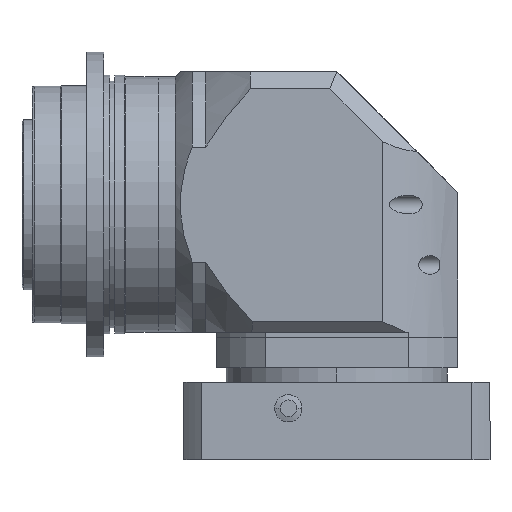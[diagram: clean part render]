
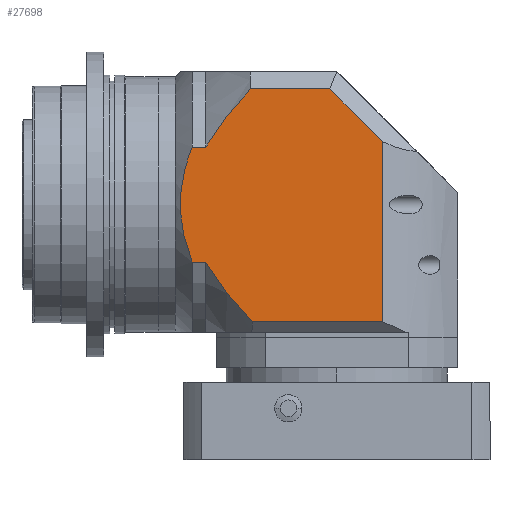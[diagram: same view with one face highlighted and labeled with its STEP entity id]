
A CAD part, front view. The second image highlights one B-rep face of the part: STEP entity #27698.
In plain terms, the highlighted planar face has unit normal (0, -1, 0).
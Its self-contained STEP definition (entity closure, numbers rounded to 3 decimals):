
#49 = EDGE_CURVE ( 'NONE', #13750, #82, #13316, .T. ) ;
#65 = VECTOR ( 'NONE', #3314, 1000. ) ;
#82 = VERTEX_POINT ( 'NONE', #910 ) ;
#691 = CARTESIAN_POINT ( 'NONE',  ( 54.391, -78., 68. ) ) ;
#910 = CARTESIAN_POINT ( 'NONE',  ( 131.875, -78., -69. ) ) ;
#967 = ORIENTED_EDGE ( 'NONE', *, *, #16498, .T. ) ;
#1045 = CARTESIAN_POINT ( 'NONE',  ( 29.853, -78., -37.044 ) ) ;
#1258 = PLANE ( 'NONE',  #14260 ) ;
#1906 = CARTESIAN_POINT ( 'NONE',  ( 13.205, -78., -5.842 ) ) ;
#1993 = CARTESIAN_POINT ( 'NONE',  ( 20., -78., 33.779 ) ) ;
#2100 = B_SPLINE_CURVE_WITH_KNOTS ( 'NONE', 3,
 ( #3998, #6175, #25696, #12716, #27864, #14899, #1906, #17090, #4095, #19276, #6279, #21447, #8463, #23620, #10617, #25788, #12796, #27955, #14999, #1993 ),
 .UNSPECIFIED., .F., .F.,
 ( 4, 2, 2, 2, 2, 2, 2, 2, 2, 4 ),
 ( 0., 0.017, 0.026, 0.03, 0.032, 0.034, 0.052, 0.06, 0.065, 0.069 ),
 .UNSPECIFIED. ) ;
#2547 = CARTESIAN_POINT ( 'NONE',  ( 100.858, -78., 68. ) ) ;
#3314 = DIRECTION ( 'NONE',  ( 1., 0., 0. ) ) ;
#3431 = DIRECTION ( 'NONE',  ( 0., -1., 0. ) ) ;
#3786 = VECTOR ( 'NONE', #13100, 1000. ) ;
#3874 = EDGE_CURVE ( 'NONE', #82, #6961, #5375, .T. ) ;
#3881 = CARTESIAN_POINT ( 'NONE',  ( 28., -78., -33.779 ) ) ;
#3998 = CARTESIAN_POINT ( 'NONE',  ( 20., -78., -33.779 ) ) ;
#4095 = CARTESIAN_POINT ( 'NONE',  ( 13.052, -78., -2.934 ) ) ;
#4460 = LINE ( 'NONE', #10899, #3786 ) ;
#4895 = CARTESIAN_POINT ( 'NONE',  ( 49.486, -78., 62.687 ) ) ;
#5375 = LINE ( 'NONE', #13409, #16238 ) ;
#5624 = CARTESIAN_POINT ( 'NONE',  ( 28., -78., 33.779 ) ) ;
#5855 = LINE ( 'NONE', #11928, #65 ) ;
#6175 = CARTESIAN_POINT ( 'NONE',  ( 17.848, -78., -28.364 ) ) ;
#6279 = CARTESIAN_POINT ( 'NONE',  ( 13., -78., -0.74 ) ) ;
#6689 = CARTESIAN_POINT ( 'NONE',  ( 20., -78., 33.779 ) ) ;
#6708 = VERTEX_POINT ( 'NONE', #3881 ) ;
#6961 = VERTEX_POINT ( 'NONE', #13442 ) ;
#6984 = EDGE_CURVE ( 'NONE', #15787, #7645, #27906, .T. ) ;
#7037 = VECTOR ( 'NONE', #18753, 1000. ) ;
#7064 = CARTESIAN_POINT ( 'NONE',  ( 42.441, -78., 54.477 ) ) ;
#7252 = CARTESIAN_POINT ( 'NONE',  ( 176., -78., -69. ) ) ;
#7552 = VECTOR ( 'NONE', #15965, 1000. ) ;
#7612 = ORIENTED_EDGE ( 'NONE', *, *, #27923, .F. ) ;
#7645 = VERTEX_POINT ( 'NONE', #5624 ) ;
#7734 = LINE ( 'NONE', #10113, #7037 ) ;
#7997 = CARTESIAN_POINT ( 'NONE',  ( 36.098, -78., -46.306 ) ) ;
#8463 = CARTESIAN_POINT ( 'NONE',  ( 13.658, -78., 11.544 ) ) ;
#8577 = EDGE_CURVE ( 'NONE', #6961, #10333, #7734, .T. ) ;
#9268 = CARTESIAN_POINT ( 'NONE',  ( 35.829, -78., 45.932 ) ) ;
#9806 = CARTESIAN_POINT ( 'NONE',  ( 176., -78., -78. ) ) ;
#10113 = CARTESIAN_POINT ( 'NONE',  ( 131.875, -78., 36.983 ) ) ;
#10164 = CARTESIAN_POINT ( 'NONE',  ( 42.948, -78., -55.098 ) ) ;
#10333 = VERTEX_POINT ( 'NONE', #2547 ) ;
#10366 = ORIENTED_EDGE ( 'NONE', *, *, #49, .T. ) ;
#10617 = CARTESIAN_POINT ( 'NONE',  ( 16.215, -78., 22.776 ) ) ;
#10899 = CARTESIAN_POINT ( 'NONE',  ( 176., -78., 68. ) ) ;
#11062 = VERTEX_POINT ( 'NONE', #20351 ) ;
#11199 = DIRECTION ( 'NONE',  ( 0., 0., 1. ) ) ;
#11415 = CARTESIAN_POINT ( 'NONE',  ( 29.795, -78., 36.942 ) ) ;
#11497 = ORIENTED_EDGE ( 'NONE', *, *, #6984, .T. ) ;
#11561 = VERTEX_POINT ( 'NONE', #6689 ) ;
#11821 = ORIENTED_EDGE ( 'NONE', *, *, #3874, .T. ) ;
#11928 = CARTESIAN_POINT ( 'NONE',  ( 9.05, -78., 33.779 ) ) ;
#11935 = LINE ( 'NONE', #25852, #17043 ) ;
#12331 = CARTESIAN_POINT ( 'NONE',  ( 50.251, -78., -63.539 ) ) ;
#12716 = CARTESIAN_POINT ( 'NONE',  ( 14.277, -78., -14.434 ) ) ;
#12796 = CARTESIAN_POINT ( 'NONE',  ( 17.969, -78., 28.312 ) ) ;
#13100 = DIRECTION ( 'NONE',  ( -1., 0., 0. ) ) ;
#13316 = LINE ( 'NONE', #7252, #7552 ) ;
#13409 = CARTESIAN_POINT ( 'NONE',  ( 131.875, -78., -78. ) ) ;
#13442 = CARTESIAN_POINT ( 'NONE',  ( 131.875, -78., 36.983 ) ) ;
#13750 = VERTEX_POINT ( 'NONE', #22214 ) ;
#14260 = AXIS2_PLACEMENT_3D ( 'NONE', #9806, #3431, #18624 ) ;
#14512 = CARTESIAN_POINT ( 'NONE',  ( 55.334, -78., -69. ) ) ;
#14660 = EDGE_CURVE ( 'NONE', #11561, #7645, #5855, .T. ) ;
#14899 = CARTESIAN_POINT ( 'NONE',  ( 13.327, -78., -7.286 ) ) ;
#14961 = EDGE_CURVE ( 'NONE', #11062, #6708, #11935, .T. ) ;
#14999 = CARTESIAN_POINT ( 'NONE',  ( 19.461, -78., 32.424 ) ) ;
#15059 = DIRECTION ( 'NONE',  ( 1., 0., 0. ) ) ;
#15787 = VERTEX_POINT ( 'NONE', #691 ) ;
#15965 = DIRECTION ( 'NONE',  ( 1., 0., 0. ) ) ;
#16223 = CARTESIAN_POINT ( 'NONE',  ( 28., -78., -33.779 ) ) ;
#16238 = VECTOR ( 'NONE', #11199, 1000. ) ;
#16384 = ORIENTED_EDGE ( 'NONE', *, *, #18341, .T. ) ;
#16498 = EDGE_CURVE ( 'NONE', #10333, #15787, #4460, .T. ) ;
#17043 = VECTOR ( 'NONE', #15059, 1000. ) ;
#17090 = CARTESIAN_POINT ( 'NONE',  ( 13.083, -78., -3.662 ) ) ;
#18341 = EDGE_CURVE ( 'NONE', #6708, #13750, #24669, .T. ) ;
#18624 = DIRECTION ( 'NONE',  ( 0., 0., 1. ) ) ;
#18753 = DIRECTION ( 'NONE',  ( -0.707, 0., 0.707 ) ) ;
#19276 = CARTESIAN_POINT ( 'NONE',  ( 13.01, -78., -1.472 ) ) ;
#19331 = FACE_OUTER_BOUND ( 'NONE', #25873, .T. ) ;
#19828 = ORIENTED_EDGE ( 'NONE', *, *, #14961, .T. ) ;
#20070 = CARTESIAN_POINT ( 'NONE',  ( 44.749, -78., 57.245 ) ) ;
#20220 = ORIENTED_EDGE ( 'NONE', *, *, #14660, .F. ) ;
#20351 = CARTESIAN_POINT ( 'NONE',  ( 20., -78., -33.779 ) ) ;
#20596 = CARTESIAN_POINT ( 'NONE',  ( 31.861, -78., -40.188 ) ) ;
#21447 = CARTESIAN_POINT ( 'NONE',  ( 12.999, -78., 5.823 ) ) ;
#22159 = CARTESIAN_POINT ( 'NONE',  ( 54.391, -78., 68. ) ) ;
#22214 = CARTESIAN_POINT ( 'NONE',  ( 55.334, -78., -69. ) ) ;
#22255 = CARTESIAN_POINT ( 'NONE',  ( 37.981, -78., 48.821 ) ) ;
#23160 = CARTESIAN_POINT ( 'NONE',  ( 38.327, -78., -49.279 ) ) ;
#23620 = CARTESIAN_POINT ( 'NONE',  ( 15.473, -78., 19.985 ) ) ;
#24409 = CARTESIAN_POINT ( 'NONE',  ( 31.737, -78., 39.993 ) ) ;
#24669 = B_SPLINE_CURVE_WITH_KNOTS ( 'NONE', 3,
 ( #16223, #1045, #20596, #7997, #23160, #10164, #25313, #12331, #27484, #14512 ),
 .UNSPECIFIED., .F., .F.,
 ( 4, 2, 2, 2, 4 ),
 ( 0., 0.011, 0.022, 0.033, 0.045 ),
 .UNSPECIFIED. ) ;
#25168 = ORIENTED_EDGE ( 'NONE', *, *, #8577, .T. ) ;
#25313 = CARTESIAN_POINT ( 'NONE',  ( 45.341, -78., -57.944 ) ) ;
#25696 = CARTESIAN_POINT ( 'NONE',  ( 16.096, -78., -22.862 ) ) ;
#25788 = CARTESIAN_POINT ( 'NONE',  ( 17.508, -78., 26.931 ) ) ;
#25852 = CARTESIAN_POINT ( 'NONE',  ( 176., -78., -33.779 ) ) ;
#25873 = EDGE_LOOP ( 'NONE', ( #25168, #967, #11497, #20220, #7612, #19828, #16384, #10366, #11821 ) ) ;
#26493 = CARTESIAN_POINT ( 'NONE',  ( 51.915, -78., 65.362 ) ) ;
#26594 = CARTESIAN_POINT ( 'NONE',  ( 28., -78., 33.779 ) ) ;
#27484 = CARTESIAN_POINT ( 'NONE',  ( 52.768, -78., -66.288 ) ) ;
#27698 = ADVANCED_FACE ( 'NONE', ( #19331 ), #1258, .T. ) ;
#27864 = CARTESIAN_POINT ( 'NONE',  ( 13.805, -78., -11.595 ) ) ;
#27906 = B_SPLINE_CURVE_WITH_KNOTS ( 'NONE', 3,
 ( #22159, #26493, #4895, #20070, #7064, #22255, #9268, #24409, #11415, #26594 ),
 .UNSPECIFIED., .F., .F.,
 ( 4, 2, 2, 2, 4 ),
 ( 0., 0.011, 0.022, 0.032, 0.043 ),
 .UNSPECIFIED. ) ;
#27923 = EDGE_CURVE ( 'NONE', #11062, #11561, #2100, .T. ) ;
#27955 = CARTESIAN_POINT ( 'NONE',  ( 18.947, -78., 31.06 ) ) ;
